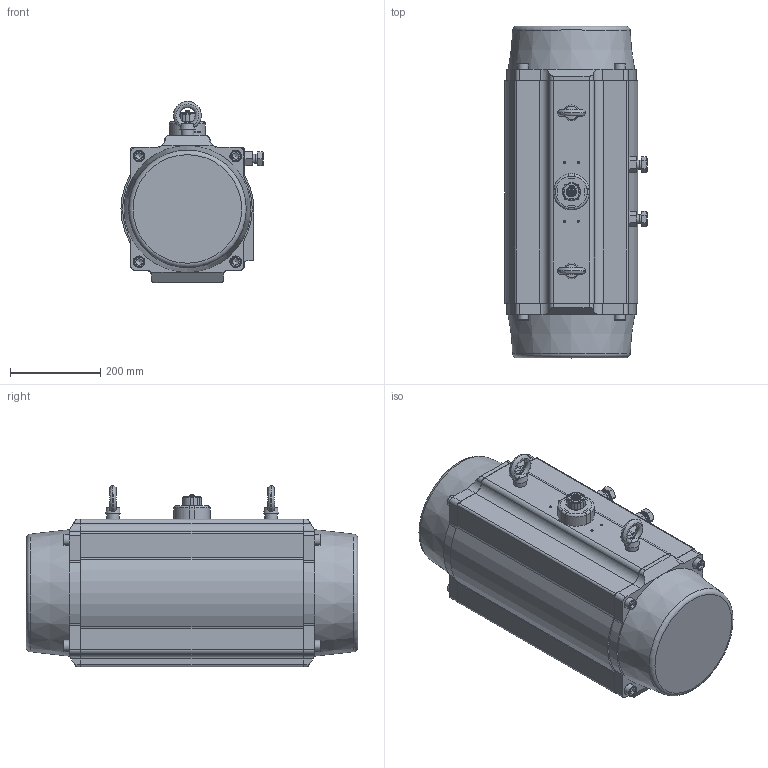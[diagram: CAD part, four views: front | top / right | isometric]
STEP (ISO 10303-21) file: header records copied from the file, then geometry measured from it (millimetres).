
FILE_DESCRIPTION(/* description */ (''),/* implementation_level */ '2;1');
FILE_NAME(/* name */ 'C-270DA（SR)(F16-46x46五角）.step',/* time_stamp */ '2026-02-05T15:29:57+08:00',/* author */ (''),/* organization */ (''),/* preprocessor_version */ 'ST-DEVELOPER v16',/* originating_system */ 'SIEMENS PLM Software NX 10.0',/* authorisation */ '');
FILE_SCHEMA (('AUTOMOTIVE_DESIGN { 1 0 10303 214 3 1 1 1 }'));
Products named in the file (27): O-ring piston; Bearing-piston; Guide Piston C-270; 指示器螺钉; 指示器垫片; 指示器92-105; Indicator-270; Adjust screw; C-270新端盖; Inside washer; O-ring-pinion top; Bearing-pinion top; O-ring-pinion bottom; Bearing-pinion bottom; C-270-08; GB-T41-2000,M20x2.5; Lug; Lug bearing; Plug; End-cap screw; Outside washer; Thrust washer; Circlip; C-270-04; C-270-01(F16); C-270-03_MODEL; C-270
Assembly tree (40 placements, depth 3):
  C-270
    C-270-01(F16)
    C-270-04
    Circlip
    Thrust washer
    Outside washer
    End-cap screw  x8
    Plug  x2
    Lug bearing  x2
    Lug  x2
    GB-T41-2000,M20x2.5  x2
    C-270-08
    Bearing-pinion bottom
    O-ring-pinion bottom
    Bearing-pinion top
    O-ring-pinion top
    Inside washer
    C-270新端盖  x2
    Adjust screw  x2
    C-270-03_MODEL  x2
      Guide Piston C-270
      Bearing-piston
      O-ring piston
    Indicator-270
    指示器92-105
    指示器垫片
    指示器螺钉
Bounding box: 314.3 x 734 x 400.98 mm (x, y, z)
Volume: 24071368.6 mm3; surface area: 3237776.8 mm2
Topology: 65 solids, 65 shells, 2168 faces, 5620 edges, 3684 vertices
Faces by surface type: plane 936, cylinder 774, cone 220, extrusion 120, torus 80, bspline 38
Full cylindrical faces by diameter (mm): 3 x2, 4.2 x4, 5 x7, 6 x1, 6.5 x1, 10 x3, 12 x3, 13 x4, 13.833 x8, 13.834 x2, 13.835 x10, 14 x12, 16 x18, 17 x2, 17.5 x16, 17.8 x1, 17.833 x2, 17.835 x2, 17.97 x2, 20 x4, 22.8 x1, 24 x8, 26 x8, 28 x2, 34 x2, 48 x1, 49 x12, 54 x2, 54.3 x1, 56 x3
Entity records: 55408 total; most frequent: CARTESIAN_POINT 19012, ORIENTED_EDGE 6890, DIRECTION 6873, EDGE_CURVE 3445, AXIS2_PLACEMENT_3D 2542, VERTEX_POINT 2418, EDGE_LOOP 1805, VECTOR 1789
